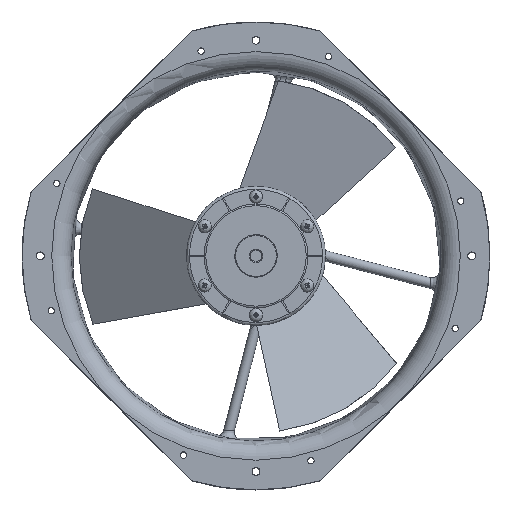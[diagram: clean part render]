
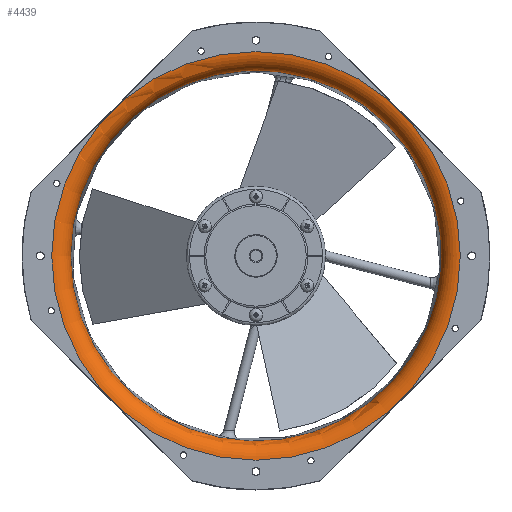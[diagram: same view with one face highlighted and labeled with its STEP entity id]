
A CAD part, top view. The second image highlights one B-rep face of the part: STEP entity #4439.
In plain terms, the highlighted toroidal (fillet/blend) face has major radius 139.758 mm and minor radius 13 mm.
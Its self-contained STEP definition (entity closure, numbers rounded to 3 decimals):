
#4439 = ADVANCED_FACE( '', ( #9826, #9827 ), #9828, .T. );
#9826 = FACE_OUTER_BOUND( '', #35534, .T. );
#9827 = FACE_OUTER_BOUND( '', #35535, .T. );
#9828 = TOROIDAL_SURFACE( '', #35536, 139.759, 13. );
#35534 = EDGE_LOOP( '', ( #61392 ) );
#35535 = EDGE_LOOP( '', ( #61393 ) );
#35536 = AXIS2_PLACEMENT_3D( '', #61394, #61395, #61396 );
#61392 = ORIENTED_EDGE( '', *, *, #73757, .F. );
#61393 = ORIENTED_EDGE( '', *, *, #73758, .F. );
#61394 = CARTESIAN_POINT( '', ( 0., 0., 67. ) );
#61395 = DIRECTION( '', ( 0., 0., -1. ) );
#61396 = DIRECTION( '', ( -1., 0., 0. ) );
#73757 = EDGE_CURVE( '', #83811, #83811, #83812, .T. );
#73758 = EDGE_CURVE( '', #83813, #83813, #83814, .T. );
#83811 = VERTEX_POINT( '', #119911 );
#83812 = CIRCLE( '', #119912, 139.759 );
#83813 = VERTEX_POINT( '', #119913 );
#83814 = CIRCLE( '', #119914, 126.761 );
#119911 = CARTESIAN_POINT( '', ( -139.759, 0., 80. ) );
#119912 = AXIS2_PLACEMENT_3D( '', #131659, #131660, #131661 );
#119913 = CARTESIAN_POINT( '', ( -126.761, 0., 67.244 ) );
#119914 = AXIS2_PLACEMENT_3D( '', #131662, #131663, #131664 );
#131659 = CARTESIAN_POINT( '', ( 0., 0., 80. ) );
#131660 = DIRECTION( '', ( 0., 0., -1. ) );
#131661 = DIRECTION( '', ( -1., 0., 0. ) );
#131662 = CARTESIAN_POINT( '', ( 0., 0., 67.244 ) );
#131663 = DIRECTION( '', ( 0., 0., 1. ) );
#131664 = DIRECTION( '', ( -1., 0., 0. ) );
